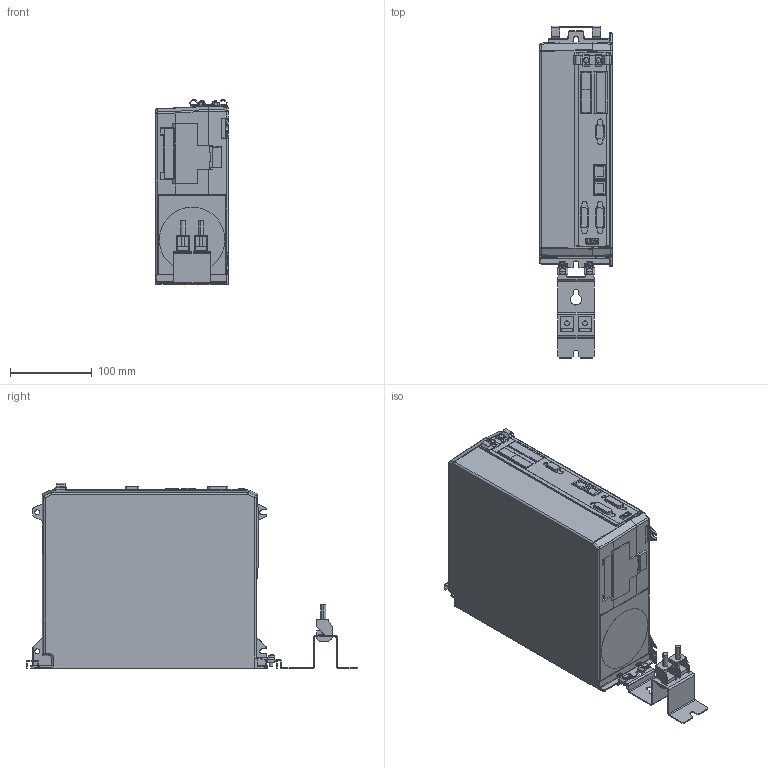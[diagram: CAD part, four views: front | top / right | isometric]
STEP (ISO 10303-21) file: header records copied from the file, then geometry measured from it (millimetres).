
FILE_DESCRIPTION (( 'STEP AP214' ), '1' );
FILE_NAME ('S6-4T01-K000.STEP', '2023-01-11T09:56:10', ( '' ), ( '' ), 'SwSTEP 2.0', 'SolidWorks 2022', '' );
FILE_SCHEMA (( 'AUTOMOTIVE_DESIGN' ));
Length unit declared in the file: millimetre
Products named in the file (3): S6-4T01-K000; Schirmbügel-2; S6-4T01-K000-1
Assembly tree (2 placements, depth 2):
  S6-4T01-K000
    S6-4T01-K000-1
    Schirmbügel-2
Bounding box: 89 x 406 x 226.59 mm (x, y, z)
Volume: 5067732 mm3; surface area: 239702.4 mm2
Topology: 3 solids, 4 shells, 1106 faces, 2975 edges, 1905 vertices
Faces by surface type: plane 623, cylinder 309, bspline 73, cone 59, sphere 23, torus 19
Entity records: 38902 total; most frequent: CARTESIAN_POINT 11397, ORIENTED_EDGE 5926, DIRECTION 5296, EDGE_CURVE 2963, LINE 1962, VECTOR 1962, VERTEX_POINT 1901, AXIS2_PLACEMENT_3D 1667
